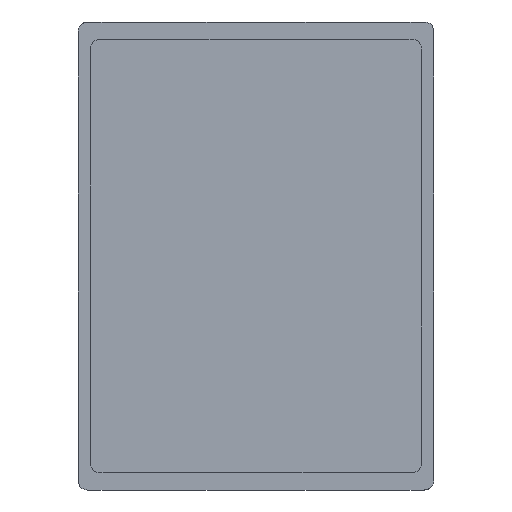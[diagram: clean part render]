
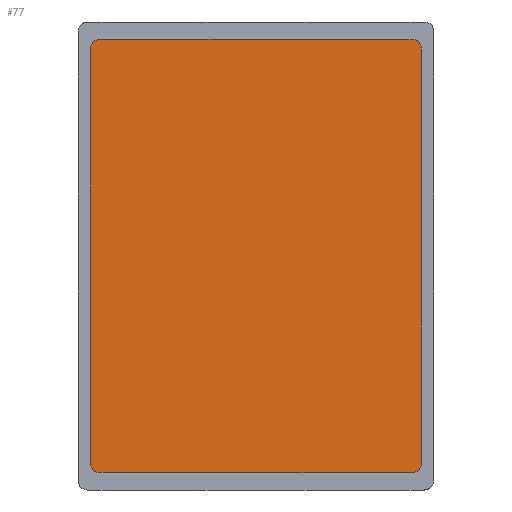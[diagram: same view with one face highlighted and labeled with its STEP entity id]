
A CAD part, left-side view. The second image highlights one B-rep face of the part: STEP entity #77.
In plain terms, the highlighted planar face has unit normal (-1, 0, 0).
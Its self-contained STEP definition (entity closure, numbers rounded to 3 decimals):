
#77=ADVANCED_FACE($,(#142),#971,.T.);
#142=FACE_OUTER_BOUND($,#210,.T.);
#210=EDGE_LOOP($,(#433,#434));
#433=ORIENTED_EDGE($,*,*,#703,.F.);
#434=ORIENTED_EDGE($,*,*,#700,.F.);
#700=EDGE_CURVE($,#852,#854,#1024,.T.);
#703=EDGE_CURVE($,#854,#852,#1026,.T.);
#852=VERTEX_POINT($,#2000);
#854=VERTEX_POINT($,#2002);
#971=PLANE($,#1278);
#1024=(
BOUNDED_CURVE()
B_SPLINE_CURVE(2,(#1932,#1933,#1934,#1935,#1936,#1937,#1938,#1939,#1940),
.UNSPECIFIED.,.F.,.F.)
B_SPLINE_CURVE_WITH_KNOTS((3,2,2,2,3),(1215.638,1223.492,
1390.147,1398.001,1619.656),.UNSPECIFIED.)
CURVE()
GEOMETRIC_REPRESENTATION_ITEM()
RATIONAL_B_SPLINE_CURVE((1.,0.707,1.,1.,1.,0.707,
1.,1.,1.))
REPRESENTATION_ITEM($)
);
#1026=(
BOUNDED_CURVE()
B_SPLINE_CURVE(2,(#1952,#1953,#1954,#1955,#1956,#1957,#1958,#1959,#1960),
.UNSPECIFIED.,.F.,.F.)
B_SPLINE_CURVE_WITH_KNOTS((3,2,2,2,3),(1619.656,1627.51,
1794.165,1802.019,2023.674),.UNSPECIFIED.)
CURVE()
GEOMETRIC_REPRESENTATION_ITEM()
RATIONAL_B_SPLINE_CURVE((1.,0.707,1.,1.,1.,0.707,
1.,1.,1.))
REPRESENTATION_ITEM($)
);
#1278=AXIS2_PLACEMENT_3D($,#1980,#1310,$);
#1310=DIRECTION($,(-1.,0.,0.));
#1932=CARTESIAN_POINT($,(0.,87.664,110.827));
#1933=CARTESIAN_POINT($,(0.,87.664,115.827));
#1934=CARTESIAN_POINT($,(0.,82.664,115.827));
#1935=CARTESIAN_POINT($,(0.,-0.664,115.827));
#1936=CARTESIAN_POINT($,(0.,-83.991,115.827));
#1937=CARTESIAN_POINT($,(0.,-88.991,115.827));
#1938=CARTESIAN_POINT($,(0.,-88.991,110.827));
#1939=CARTESIAN_POINT($,(0.,-88.991,0.));
#1940=CARTESIAN_POINT($,(0.,-88.991,-110.827));
#1952=CARTESIAN_POINT($,(0.,-88.991,-110.827));
#1953=CARTESIAN_POINT($,(0.,-88.991,-115.827));
#1954=CARTESIAN_POINT($,(0.,-83.991,-115.827));
#1955=CARTESIAN_POINT($,(0.,-0.664,-115.827));
#1956=CARTESIAN_POINT($,(0.,82.664,-115.827));
#1957=CARTESIAN_POINT($,(0.,87.664,-115.827));
#1958=CARTESIAN_POINT($,(0.,87.664,-110.827));
#1959=CARTESIAN_POINT($,(0.,87.664,0.));
#1960=CARTESIAN_POINT($,(0.,87.664,110.827));
#1980=CARTESIAN_POINT($,(0.,-88.991,-115.827));
#2000=CARTESIAN_POINT($,(0.,87.664,110.827));
#2002=CARTESIAN_POINT($,(0.,-88.991,-110.827));
